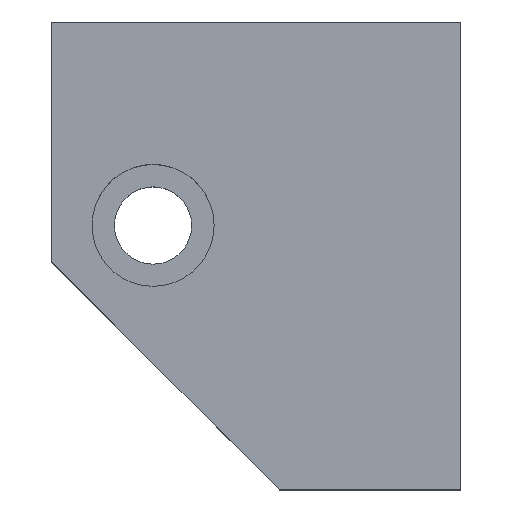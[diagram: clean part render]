
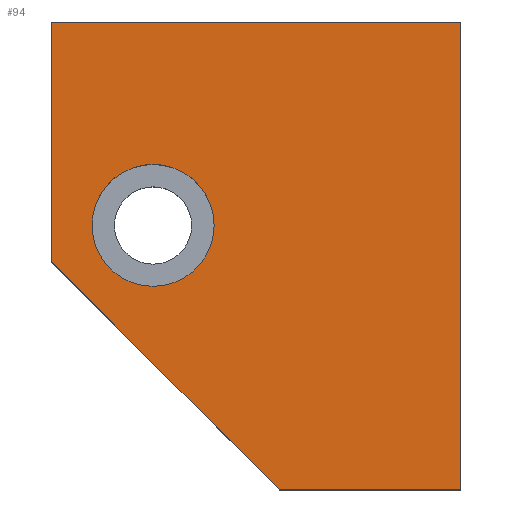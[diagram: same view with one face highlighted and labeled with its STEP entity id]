
A CAD part, top view. The second image highlights one B-rep face of the part: STEP entity #94.
In plain terms, the highlighted planar face has unit normal (0, 0, 1).
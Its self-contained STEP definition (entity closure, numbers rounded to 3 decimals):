
#8 = EDGE_CURVE ( 'NONE', #144, #139, #77, .T. ) ;
#27 = CARTESIAN_POINT ( 'NONE',  ( -25.608, -44.82, 8. ) ) ;
#41 = CARTESIAN_POINT ( 'NONE',  ( -16.7, -21.82, 8. ) ) ;
#45 = CARTESIAN_POINT ( 'NONE',  ( -36.82, -21.82, 8. ) ) ;
#46 = EDGE_LOOP ( 'NONE', ( #410, #423, #95, #56, #283 ) ) ;
#55 = LINE ( 'NONE', #284, #75 ) ;
#56 = ORIENTED_EDGE ( 'NONE', *, *, #240, .F. ) ;
#75 = VECTOR ( 'NONE', #235, 1000. ) ;
#77 = CIRCLE ( 'NONE', #414, 3. ) ;
#94 = ADVANCED_FACE ( 'NONE', ( #407, #162 ), #352, .F. ) ;
#95 = ORIENTED_EDGE ( 'NONE', *, *, #559, .F. ) ;
#105 = VECTOR ( 'NONE', #457, 1000. ) ;
#115 = VECTOR ( 'NONE', #564, 1000. ) ;
#122 = DIRECTION ( 'NONE',  ( -1., 0., 0. ) ) ;
#124 = DIRECTION ( 'NONE',  ( 0., 0., -1. ) ) ;
#136 = ORIENTED_EDGE ( 'NONE', *, *, #8, .T. ) ;
#139 = VERTEX_POINT ( 'NONE', #327 ) ;
#144 = VERTEX_POINT ( 'NONE', #371 ) ;
#159 = DIRECTION ( 'NONE',  ( 0., 0., -1. ) ) ;
#162 = FACE_OUTER_BOUND ( 'NONE', #46, .T. ) ;
#188 = DIRECTION ( 'NONE',  ( -1., 0., 0. ) ) ;
#204 = LINE ( 'NONE', #211, #115 ) ;
#206 = CARTESIAN_POINT ( 'NONE',  ( -31.82, -31.82, 8. ) ) ;
#211 = CARTESIAN_POINT ( 'NONE',  ( -36.82, -33.608, 8. ) ) ;
#212 = DIRECTION ( 'NONE',  ( -1., 0., 0. ) ) ;
#220 = DIRECTION ( 'NONE',  ( 0., -1., 0. ) ) ;
#235 = DIRECTION ( 'NONE',  ( 1., 0., 0. ) ) ;
#240 = EDGE_CURVE ( 'NONE', #390, #334, #275, .T. ) ;
#243 = VERTEX_POINT ( 'NONE', #544 ) ;
#245 = ORIENTED_EDGE ( 'NONE', *, *, #292, .T. ) ;
#275 = LINE ( 'NONE', #45, #105 ) ;
#283 = ORIENTED_EDGE ( 'NONE', *, *, #339, .F. ) ;
#284 = CARTESIAN_POINT ( 'NONE',  ( -16.7, -21.82, 8. ) ) ;
#292 = EDGE_CURVE ( 'NONE', #139, #144, #491, .T. ) ;
#303 = CARTESIAN_POINT ( 'NONE',  ( 0., 0., 8. ) ) ;
#310 = VECTOR ( 'NONE', #188, 1000. ) ;
#311 = AXIS2_PLACEMENT_3D ( 'NONE', #303, #124, #312 ) ;
#312 = DIRECTION ( 'NONE',  ( 1., 0., 0. ) ) ;
#323 = CARTESIAN_POINT ( 'NONE',  ( -16.7, -44.82, 8. ) ) ;
#327 = CARTESIAN_POINT ( 'NONE',  ( -34.82, -31.82, 8. ) ) ;
#334 = VERTEX_POINT ( 'NONE', #475 ) ;
#336 = VERTEX_POINT ( 'NONE', #27 ) ;
#339 = EDGE_CURVE ( 'NONE', #336, #390, #204, .T. ) ;
#352 = PLANE ( 'NONE',  #311 ) ;
#371 = CARTESIAN_POINT ( 'NONE',  ( -28.82, -31.82, 8. ) ) ;
#375 = VERTEX_POINT ( 'NONE', #41 ) ;
#377 = VECTOR ( 'NONE', #220, 1000. ) ;
#390 = VERTEX_POINT ( 'NONE', #443 ) ;
#406 = EDGE_CURVE ( 'NONE', #375, #243, #528, .T. ) ;
#407 = FACE_BOUND ( 'NONE', #496, .T. ) ;
#410 = ORIENTED_EDGE ( 'NONE', *, *, #530, .F. ) ;
#414 = AXIS2_PLACEMENT_3D ( 'NONE', #489, #522, #212 ) ;
#417 = LINE ( 'NONE', #549, #310 ) ;
#423 = ORIENTED_EDGE ( 'NONE', *, *, #406, .F. ) ;
#443 = CARTESIAN_POINT ( 'NONE',  ( -36.82, -33.608, 8. ) ) ;
#450 = AXIS2_PLACEMENT_3D ( 'NONE', #206, #159, #122 ) ;
#457 = DIRECTION ( 'NONE',  ( 0., 1., 0. ) ) ;
#475 = CARTESIAN_POINT ( 'NONE',  ( -36.82, -21.82, 8. ) ) ;
#489 = CARTESIAN_POINT ( 'NONE',  ( -31.82, -31.82, 8. ) ) ;
#491 = CIRCLE ( 'NONE', #450, 3. ) ;
#496 = EDGE_LOOP ( 'NONE', ( #245, #136 ) ) ;
#522 = DIRECTION ( 'NONE',  ( 0., 0., -1. ) ) ;
#528 = LINE ( 'NONE', #323, #377 ) ;
#530 = EDGE_CURVE ( 'NONE', #243, #336, #417, .T. ) ;
#544 = CARTESIAN_POINT ( 'NONE',  ( -16.7, -44.82, 8. ) ) ;
#549 = CARTESIAN_POINT ( 'NONE',  ( -25.608, -44.82, 8. ) ) ;
#559 = EDGE_CURVE ( 'NONE', #334, #375, #55, .T. ) ;
#564 = DIRECTION ( 'NONE',  ( -0.707, 0.707, 0. ) ) ;
